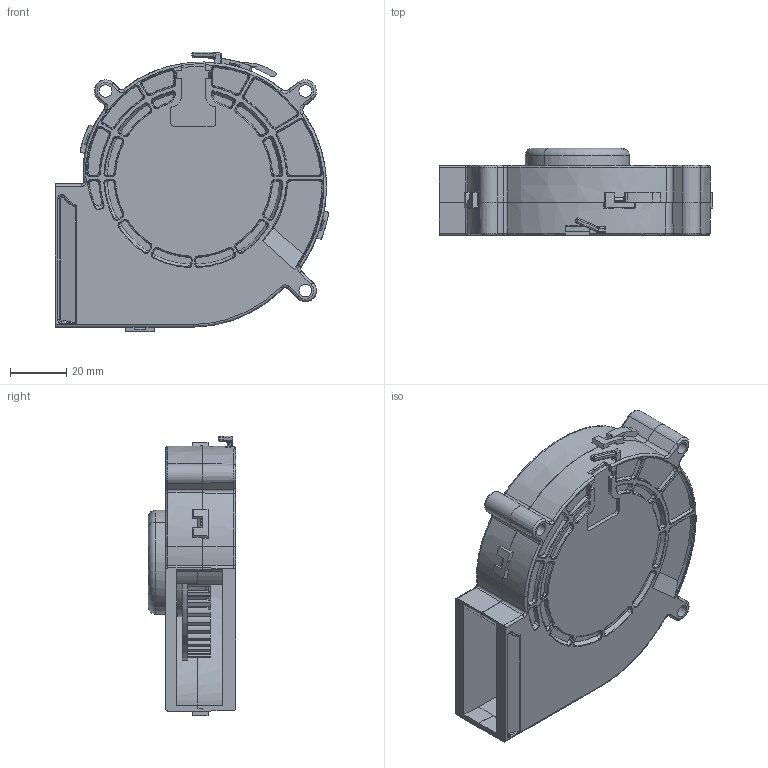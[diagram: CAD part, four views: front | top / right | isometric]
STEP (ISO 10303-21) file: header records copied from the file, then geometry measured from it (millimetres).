
FILE_DESCRIPTION((''),'2;1');
FILE_NAME('BFB1012UH-BA40ZYD_ASM','2022-03-09T15:43:23',('ARLEN.TSAI'),(''),'CREO PARAMETRIC BY PTC INC, 2018400','CREO PARAMETRIC BY PTC INC, 2018400','');
FILE_SCHEMA(('CONFIG_CONTROL_DESIGN'));
Products named in the file (12): PRT0006_1_1_1_1_1_1; 4104050800-A_1_1_1_1_1_1_1; 4104050800-A_1_1_1_1_2_1_1; 4104050800-A_1_1_1_1_ASM_1_ASM__ASM; 4103042700_2_2_1_1_1_1_1; BFB1012UH-BA40_ASM_4_ASM_1_ASM__ASM; BFB1012UH-BA40_ASM_ASM_1_ASM_1__ASM; BFB1012UH-BA40ZYD_ASM_1_A-52523_ASM; BFB1012UH-BA40ZYD_ASM_1_A-52555_ASM; BFB1012UH-BA40ZYD_ASM_1_ASM_1_ASM; BFB1012UH-BA40ZYD_ASM_1_ASM; BFB1012UH-BA40ZYD_ASM
Assembly tree (11 placements, depth 9):
  BFB1012UH-BA40ZYD_ASM
    BFB1012UH-BA40ZYD_ASM_1_ASM
      BFB1012UH-BA40ZYD_ASM_1_ASM_1_ASM
        BFB1012UH-BA40ZYD_ASM_1_A-52555_ASM
          BFB1012UH-BA40ZYD_ASM_1_A-52523_ASM
            BFB1012UH-BA40_ASM_ASM_1_ASM_1__ASM
              BFB1012UH-BA40_ASM_4_ASM_1_ASM__ASM
                PRT0006_1_1_1_1_1_1
                4104050800-A_1_1_1_1_ASM_1_ASM__ASM
                  4104050800-A_1_1_1_1_1_1_1
                  4104050800-A_1_1_1_1_2_1_1
                4103042700_2_2_1_1_1_1_1
Bounding box: 97.42 x 31.01 x 99.52 mm (x, y, z)
Volume: 91787.6 mm3; surface area: 64240.8 mm2
Topology: 4 solids, 6 shells, 1250 faces, 3804 edges, 2467 vertices
Faces by surface type: cylinder 552, plane 324, bspline 164, torus 113, cone 76, extrusion 17, sphere 4
Entity records: 52747 total; most frequent: CARTESIAN_POINT 18779, ORIENTED_EDGE 7600, DIRECTION 6912, EDGE_CURVE 3800, AXIS2_PLACEMENT_3D 2754, VERTEX_POINT 2467, CIRCLE 1652, VECTOR 1404
